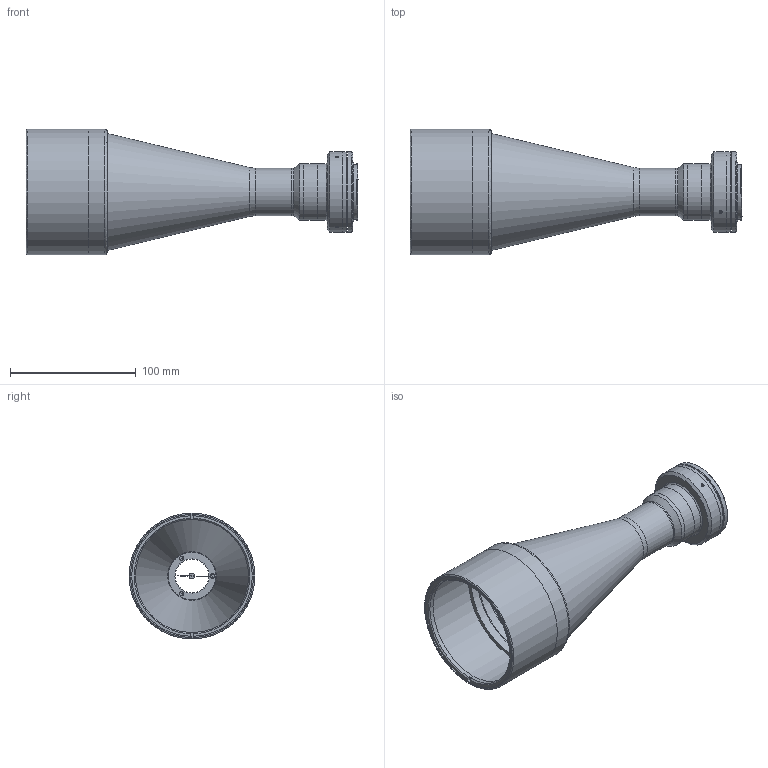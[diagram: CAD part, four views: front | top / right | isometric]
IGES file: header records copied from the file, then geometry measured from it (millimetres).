
Start section: SolidWorks IGES file using analytic representation for surfaces
Global section: file name: DP32114-A_TC4MHRP064-F.igs; native system: SolidWorks 2021; preprocessor: SolidWorks 2021; author: lrizzotto; date: 220613.104523; units: millimetre
Bounding box: 264.02 x 100 x 100 mm (x, y, z)
Surface area: 79303.1 mm2 (no closed solid volume)
Topology: 0 solids, 1 shells, 100 faces, 583 edges, 537 vertices
Faces by surface type: revolution 58, bspline 42
